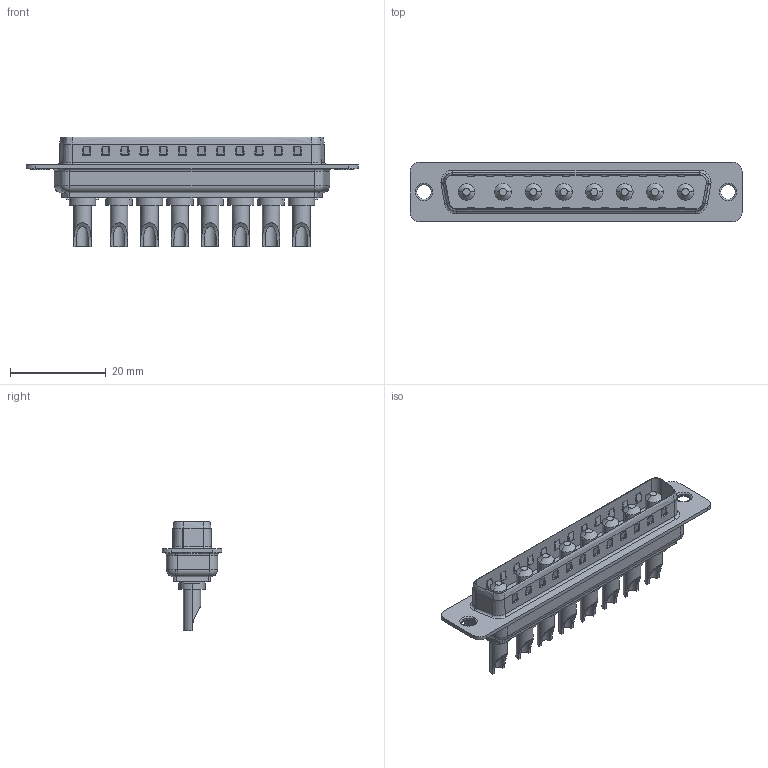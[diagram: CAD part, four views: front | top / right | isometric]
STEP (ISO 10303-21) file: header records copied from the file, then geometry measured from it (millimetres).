
FILE_DESCRIPTION (( 'STEP AP214' ), '1' );
FILE_NAME ('FDP0801-M0WS103K6KB-REF.STEP', '2025-06-24T06:07:12', ( '' ), ( '' ), 'SwSTEP 2.0', 'SolidWorks 2021', '' );
FILE_SCHEMA (( 'AUTOMOTIVE_DESIGN' ));
Length unit declared in the file: millimetre
Products named in the file (1): FDP0801-M0WS103K6KB-REF
Bounding box: 69.32 x 12.5 x 22.9 mm (x, y, z)
Volume: 5164.7 mm3; surface area: 5786.1 mm2
Topology: 6 solids, 6 shells, 1016 faces, 2328 edges, 1358 vertices
Faces by surface type: cylinder 469, plane 302, bspline 150, sphere 49, torus 24, cone 22
Entity records: 31230 total; most frequent: CARTESIAN_POINT 9965, ORIENTED_EDGE 4496, DIRECTION 4375, EDGE_CURVE 2248, AXIS2_PLACEMENT_3D 1640, VERTEX_POINT 1324, EDGE_LOOP 1100, VECTOR 1095
